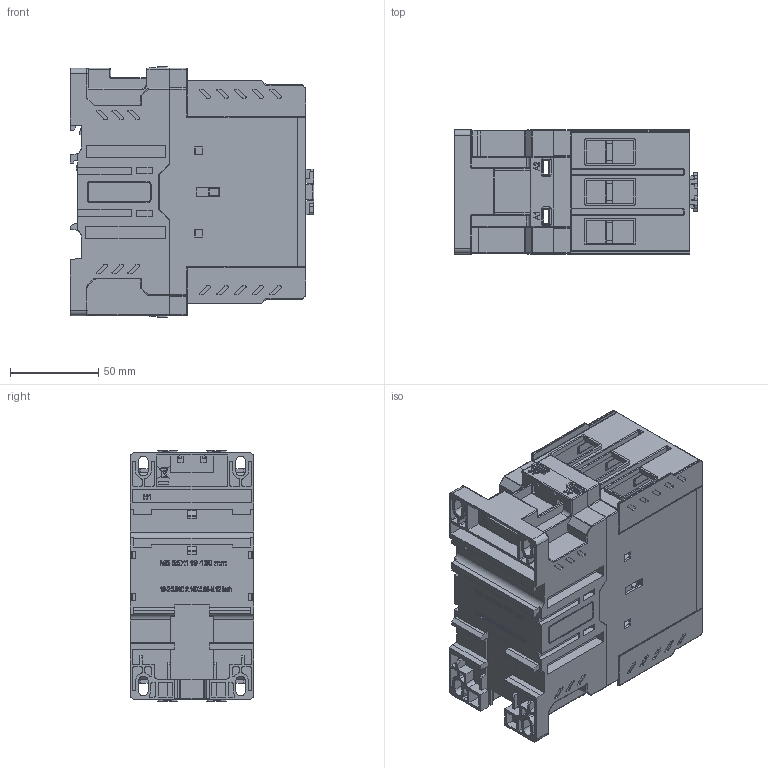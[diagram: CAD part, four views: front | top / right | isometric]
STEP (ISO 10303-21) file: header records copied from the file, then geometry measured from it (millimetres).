
FILE_DESCRIPTION((''),'2;1');
FILE_NAME('PRT0002','2022-03-24T17:07:33',('LESTER'),(''),'CREO PARAMETRIC BY PTC INC, 2018100','CREO PARAMETRIC BY PTC INC, 2018100','');
FILE_SCHEMA(('AUTOMOTIVE_DESIGN { 1 0 10303 214 1 1 1 1 }'));
Products named in the file (1): PRT0002
Bounding box: 138 x 70 x 141.6 mm (x, y, z)
Surface area: 341713 mm2 (no closed solid volume)
Topology: 0 solids, 12 shells, 6784 faces, 18820 edges, 12256 vertices
Faces by surface type: plane 4258, cylinder 1092, extrusion 944, bspline 182, torus 138, sphere 86, cone 84
Entity records: 277859 total; most frequent: CARTESIAN_POINT 56460, ORIENTED_EDGE 37544, DIRECTION 31267, EDGE_CURVE 18772, VECTOR 15042, LINE 14098, VERTEX_POINT 12256, AXIS2_PLACEMENT_3D 8111
